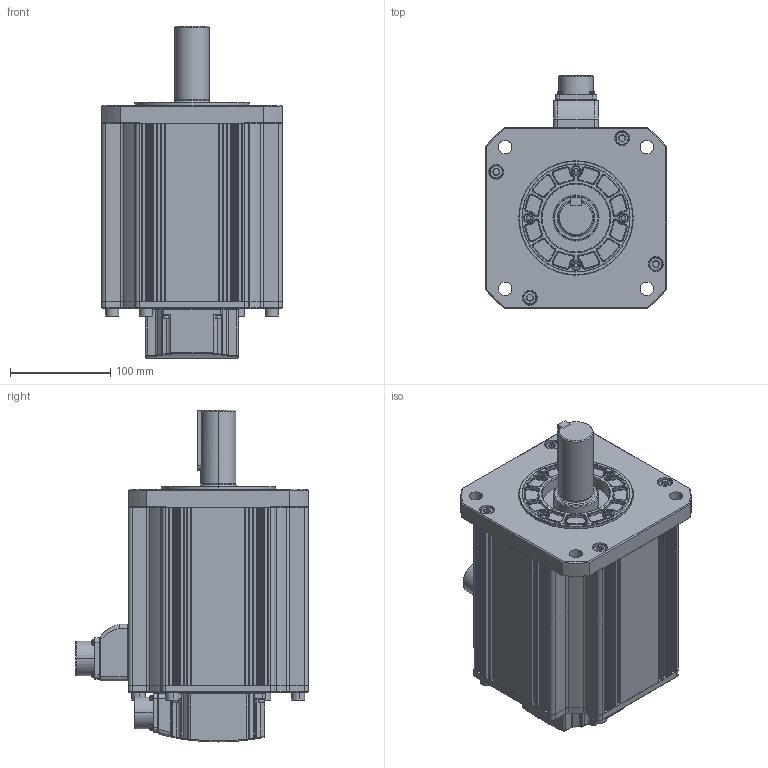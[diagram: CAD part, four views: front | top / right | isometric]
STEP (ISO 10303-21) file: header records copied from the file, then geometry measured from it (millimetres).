
FILE_DESCRIPTION (( 'STEP AP214' ), '1' );
FILE_NAME ('FM18GA001G03_Out Line(APM-FF55D_K,FF44G_K,FF30M_K).STEP', '2018-12-05T06:08:19', ( '' ), ( '' ), 'SwSTEP 2.0', 'SolidWorks 2011', '' );
FILE_SCHEMA (( 'AUTOMOTIVE_DESIGN' ));
Length unit declared in the file: millimetre
Products named in the file (1): FM18GA001G03_Out Line(APM-FF55D_K,FF44G_K,FF30M_K)
Bounding box: 180 x 232.5 x 331.5 mm (x, y, z)
Volume: 6232925.6 mm3; surface area: 515084.5 mm2
Topology: 57 solids, 57 shells, 2370 faces, 5929 edges, 3741 vertices
Faces by surface type: cylinder 882, plane 798, cone 274, torus 243, bspline 173
Entity records: 107108 total; most frequent: CARTESIAN_POINT 23432, DIRECTION 12288, ORIENTED_EDGE 11730, EDGE_CURVE 5865, AXIS2_PLACEMENT_3D 4767, VERTEX_POINT 3741, LINE 2754, VECTOR 2754
